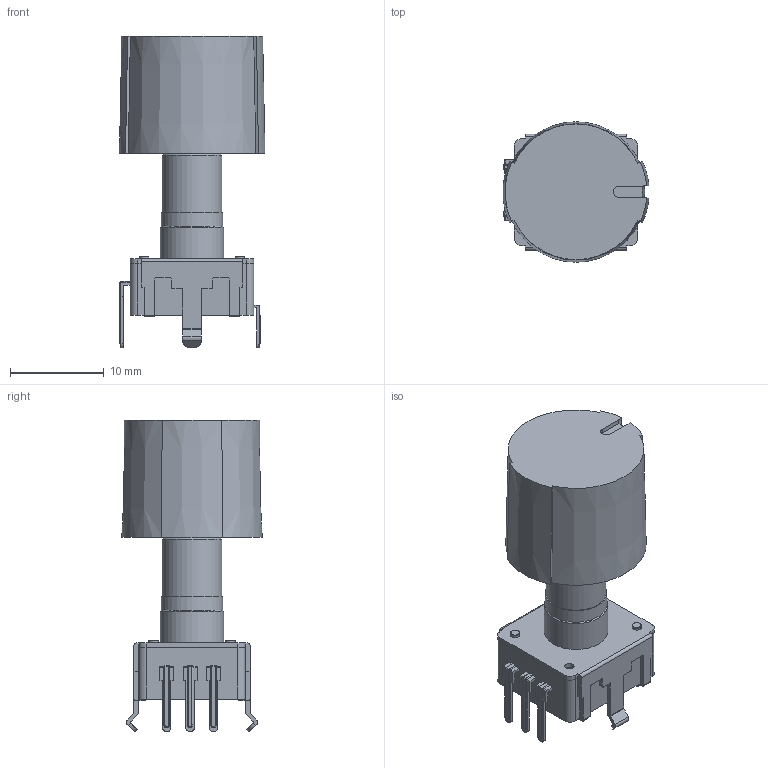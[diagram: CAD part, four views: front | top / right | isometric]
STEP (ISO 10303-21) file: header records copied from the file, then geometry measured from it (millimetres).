
FILE_DESCRIPTION(('FreeCAD Model'),'2;1');
FILE_NAME('Open CASCADE Shape Model','2023-03-05T09:59:37',( 'kicad StepUp'),('ksu MCAD'),'Open CASCADE STEP processor 7.6', 'FreeCAD','Unknown');
FILE_SCHEMA(('AUTOMOTIVE_DESIGN { 1 0 10303 214 1 1 1 1 }'));
Length unit declared in the file: millimetre
Products named in the file (1): box_base v1_sp
Bounding box: 15.59 x 15 x 33.3 mm (x, y, z)
Volume: 2881.9 mm3; surface area: 2785.2 mm2
Topology: 6 solids, 7 shells, 345 faces, 884 edges, 566 vertices
Faces by surface type: plane 202, cylinder 96, cone 28, sphere 10, bspline 6, torus 3
Full cylindrical faces by diameter (mm): 1 x4, 6.4 x1, 6.6 x1, 6.8 x1
Entity records: 13014 total; most frequent: CARTESIAN_POINT 2064, ORIENTED_EDGE 1768, DIRECTION 1764, EDGE_CURVE 884, AXIS2_PLACEMENT_3D 596, LINE 572, VECTOR 572, VERTEX_POINT 566
